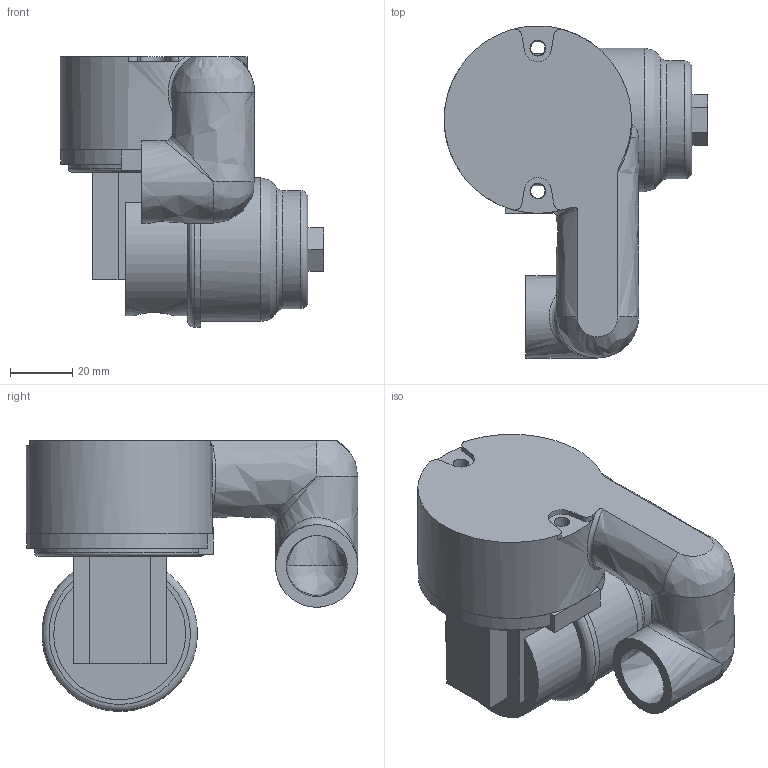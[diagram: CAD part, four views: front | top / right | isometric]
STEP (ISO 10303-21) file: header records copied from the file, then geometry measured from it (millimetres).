
FILE_DESCRIPTION(('FreeCAD Model'),'2;1');
FILE_NAME('Open CASCADE Shape Model','2025-05-03T09:17:47',('FreeCAD'),( 'FreeCAD'),'Open CASCADE STEP processor 7.6','FreeCAD','Unknown');
FILE_SCHEMA(('AUTOMOTIVE_DESIGN { 1 0 10303 214 1 1 1 1 }'));
Length unit declared in the file: millimetre
Products named in the file (1): Open CASCADE STEP translator 7.6 1
Bounding box: 84.76 x 106.71 x 87.07 mm (x, y, z)
Volume: 165724.2 mm3; surface area: 50386.6 mm2
Topology: 2 solids, 2 shells, 105 faces, 282 edges, 173 vertices
Faces by surface type: bspline 105
Entity records: 3822 total; most frequent: CARTESIAN_POINT 2290, ORIENTED_EDGE 536, EDGE_CURVE 268, VERTEX_POINT 173, B_SPLINE_CURVE_WITH_KNOTS 144, FACE_BOUND 123, EDGE_LOOP 123, ADVANCED_FACE 105
